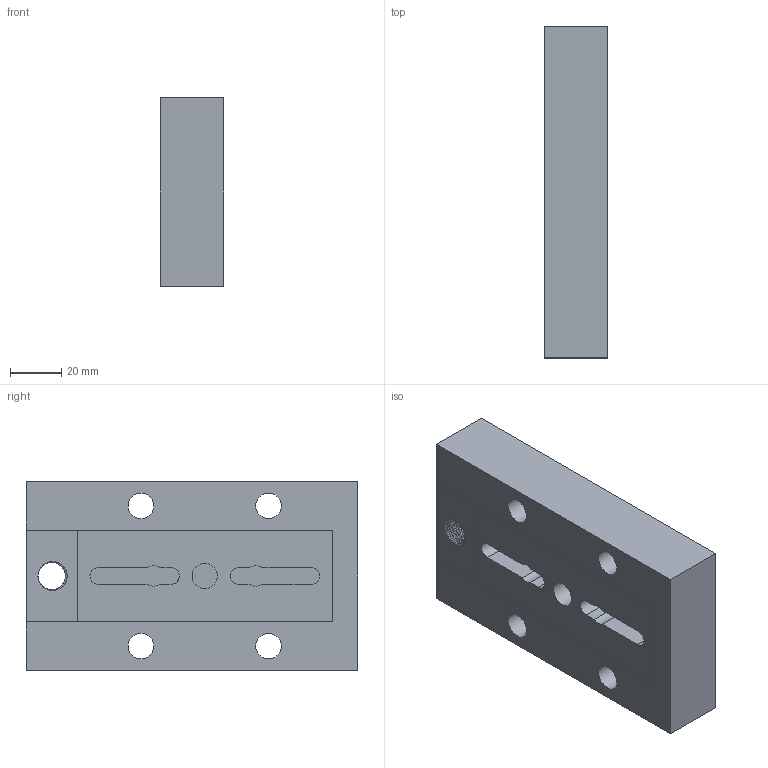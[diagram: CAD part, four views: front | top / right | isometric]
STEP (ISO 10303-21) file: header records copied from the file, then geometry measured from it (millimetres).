
FILE_DESCRIPTION(/* description */ (''),/* implementation_level */ '2;1');
FILE_NAME(/* name */ 'Quick Attach Mounts v1.step',/* time_stamp */ '2022-05-22T23:44:14-04:00',/* author */ (''),/* organization */ (''),/* preprocessor_version */ 'ST-DEVELOPER v18.1',/* originating_system */ 'Autodesk Translation Framework v10.14.0.1471',/* authorisation */ '');
FILE_SCHEMA (('AUTOMOTIVE_DESIGN { 1 0 10303 214 3 1 1 }'));
Length unit declared in the file: millimetre
Products named in the file (1): Quick Attach Mounts
Bounding box: 25 x 130 x 74 mm (x, y, z)
Volume: 220126.5 mm3; surface area: 54938.3 mm2
Topology: 3 solids, 3 shells, 82 faces, 225 edges, 150 vertices
Faces by surface type: cylinder 44, plane 32, cone 4, bspline 2
Full cylindrical faces by diameter (mm): 9.914 x1, 10 x4, 10.78 x11, 12 x2, 12.18 x10, 18 x2
Entity records: 5693 total; most frequent: CARTESIAN_POINT 3655, ORIENTED_EDGE 450, DIRECTION 355, EDGE_CURVE 225, VERTEX_POINT 150, AXIS2_PLACEMENT_3D 123, LINE 109, VECTOR 109
